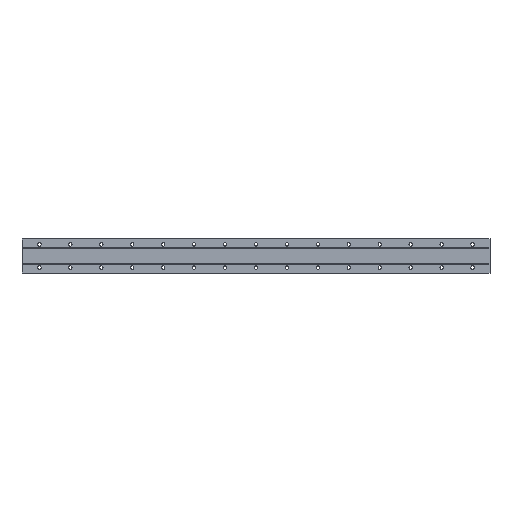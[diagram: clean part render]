
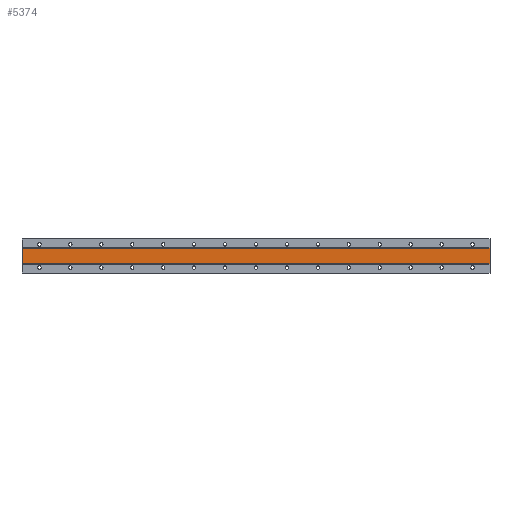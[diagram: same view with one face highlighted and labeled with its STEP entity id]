
A CAD part, front view. The second image highlights one B-rep face of the part: STEP entity #5374.
In plain terms, the highlighted planar face has unit normal (0, -1, 0).
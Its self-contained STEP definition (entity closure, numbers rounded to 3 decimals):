
#347 = EDGE_CURVE ( 'NONE', #2095, #2214, #4728, .T. ) ;
#544 = ORIENTED_EDGE ( 'NONE', *, *, #5730, .F. ) ;
#707 = DIRECTION ( 'NONE',  ( -1., 0., 0. ) ) ;
#745 = VECTOR ( 'NONE', #5577, 1000. ) ;
#875 = CARTESIAN_POINT ( 'NONE',  ( 1165., 1., 20. ) ) ;
#921 = DIRECTION ( 'NONE',  ( 0., 0., 1. ) ) ;
#1018 = CARTESIAN_POINT ( 'NONE',  ( -45., 1., -20. ) ) ;
#1067 = LINE ( 'NONE', #2370, #4843 ) ;
#1153 = CARTESIAN_POINT ( 'NONE',  ( 1165., 1., 20. ) ) ;
#1481 = FACE_OUTER_BOUND ( 'NONE', #3712, .T. ) ;
#1699 = CARTESIAN_POINT ( 'NONE',  ( 1165., 1., -20. ) ) ;
#1719 = AXIS2_PLACEMENT_3D ( 'NONE', #1852, #2325, #921 ) ;
#1745 = CARTESIAN_POINT ( 'NONE',  ( -45., 1., 20. ) ) ;
#1760 = VECTOR ( 'NONE', #707, 1000. ) ;
#1840 = ORIENTED_EDGE ( 'NONE', *, *, #4666, .F. ) ;
#1852 = CARTESIAN_POINT ( 'NONE',  ( 1165., 1., 20. ) ) ;
#1995 = EDGE_CURVE ( 'NONE', #5263, #2095, #5555, .T. ) ;
#2095 = VERTEX_POINT ( 'NONE', #4756 ) ;
#2214 = VERTEX_POINT ( 'NONE', #1018 ) ;
#2306 = LINE ( 'NONE', #1745, #5723 ) ;
#2325 = DIRECTION ( 'NONE',  ( 0., 1., 0. ) ) ;
#2370 = CARTESIAN_POINT ( 'NONE',  ( 1165., 1., 20. ) ) ;
#2763 = PLANE ( 'NONE',  #1719 ) ;
#3321 = ORIENTED_EDGE ( 'NONE', *, *, #347, .F. ) ;
#3539 = DIRECTION ( 'NONE',  ( 0., 0., 1. ) ) ;
#3712 = EDGE_LOOP ( 'NONE', ( #3321, #3847, #544, #1840 ) ) ;
#3779 = CARTESIAN_POINT ( 'NONE',  ( -45., 1., 20. ) ) ;
#3847 = ORIENTED_EDGE ( 'NONE', *, *, #1995, .F. ) ;
#4146 = DIRECTION ( 'NONE',  ( 1., 0., 0. ) ) ;
#4666 = EDGE_CURVE ( 'NONE', #2214, #5667, #2306, .T. ) ;
#4728 = LINE ( 'NONE', #1699, #1760 ) ;
#4756 = CARTESIAN_POINT ( 'NONE',  ( 1165., 1., -20. ) ) ;
#4843 = VECTOR ( 'NONE', #4146, 1000. ) ;
#5263 = VERTEX_POINT ( 'NONE', #875 ) ;
#5374 = ADVANCED_FACE ( 'NONE', ( #1481 ), #2763, .F. ) ;
#5555 = LINE ( 'NONE', #1153, #745 ) ;
#5577 = DIRECTION ( 'NONE',  ( 0., 0., -1. ) ) ;
#5667 = VERTEX_POINT ( 'NONE', #3779 ) ;
#5723 = VECTOR ( 'NONE', #3539, 1000. ) ;
#5730 = EDGE_CURVE ( 'NONE', #5667, #5263, #1067, .T. ) ;
